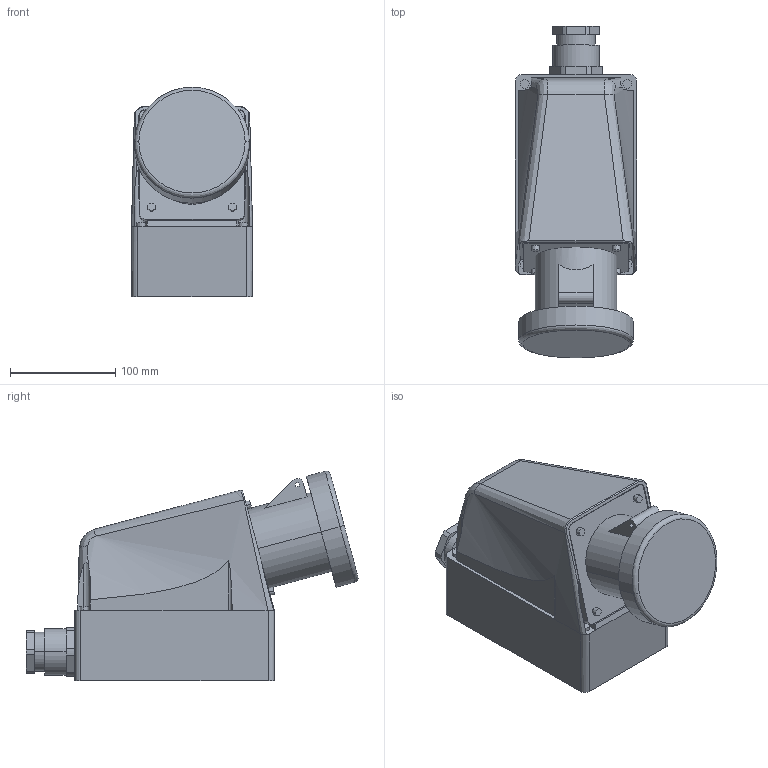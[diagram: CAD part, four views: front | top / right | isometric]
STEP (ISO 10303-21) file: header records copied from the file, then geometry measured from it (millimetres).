
FILE_DESCRIPTION(('Creo Elements/Direct Modeling STEP Export'),'2;1');
FILE_NAME('0ln7tug3u8l4hfr2856','2015-12-17T10:18:11',(''),(''),'PTC Creo Elements/Direct Modeling STEP processor for AP214 (Solid Model)','PTC Creo Elements/Direct Modeling 19.0B 21-Mar-2015 (C) Parametric Technology GmbH','');
FILE_SCHEMA(('AUTOMOTIVE_DESIGN { 1 0 10303 214 1 1 1 1 }'));
Length unit declared in the file: millimetre
Products named in the file (1): PEW_6355_PP
Bounding box: 115 x 315.35 x 199.14 mm (x, y, z)
Volume: 3677782.5 mm3; surface area: 179347.7 mm2
Topology: 1 solids, 9 shells, 207 faces, 471 edges, 308 vertices
Faces by surface type: cylinder 97, plane 96, bspline 12, torus 2
Entity records: 11454 total; most frequent: CARTESIAN_POINT 7037, ORIENTED_EDGE 946, DIRECTION 848, EDGE_CURVE 471, AXIS2_PLACEMENT_3D 317, VERTEX_POINT 308, EDGE_LOOP 235, VECTOR 214
